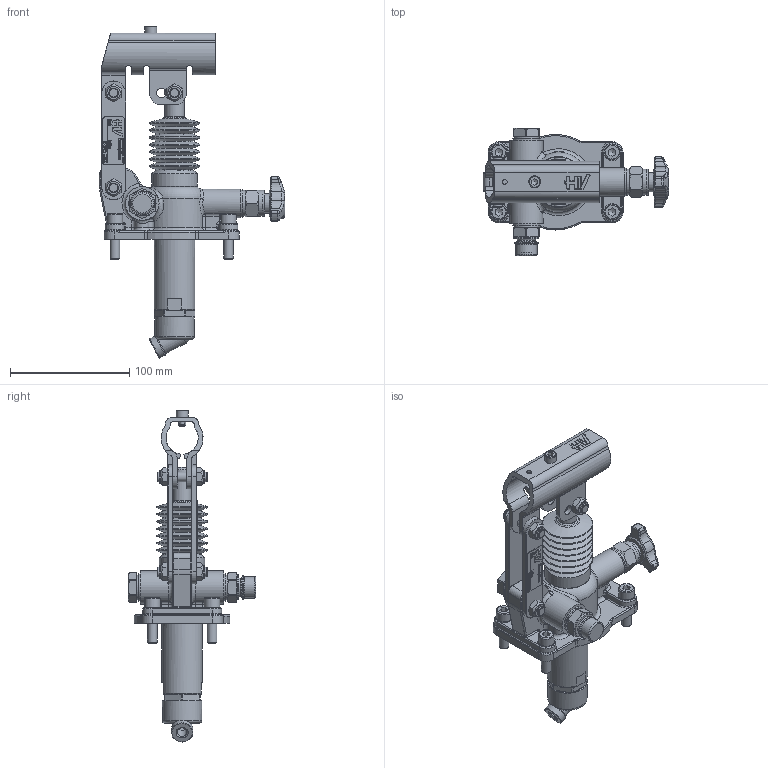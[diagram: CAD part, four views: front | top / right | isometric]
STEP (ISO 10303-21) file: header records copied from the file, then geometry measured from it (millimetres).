
FILE_DESCRIPTION((''),'2;1');
FILE_NAME('PM 25 s (HV) STEP.stp','2014-08-04T13:37:56',('Christian'),(''),'Autodesk Inventor 2013','Autodesk Inventor 2013','');
FILE_SCHEMA(('AUTOMOTIVE_DESIGN { 1 0 10303 214 1 1 1 1 }'));
Length unit declared in the file: millimetre
Products named in the file (1): 6051.0116.00.50 Derivazione 2
Bounding box: 155.22 x 106.5 x 277.85 mm (x, y, z)
Volume: 267031.7 mm3; surface area: 140719.8 mm2
Topology: 12 solids, 15 shells, 1540 faces, 3807 edges, 2383 vertices
Faces by surface type: plane 699, cylinder 350, bspline 202, torus 147, cone 121, sphere 21
Full cylindrical faces by diameter (mm): 4 x2, 5 x1, 6 x1, 8 x26, 8.5 x4, 9 x1, 10 x3, 11.05 x6, 12 x4, 13 x4, 14 x4, 16 x3, 16.6 x1, 17 x2, 18 x4, 20 x1, 21 x4, 21.8 x2, 22 x1, 23 x3, 24 x1, 25 x1, 28 x1, 29 x2, 33 x1, 34 x1, 38.004 x1, 40 x1
Entity records: 47875 total; most frequent: CARTESIAN_POINT 12214, ORIENTED_EDGE 7040, DIRECTION 6618, EDGE_CURVE 3520, AXIS2_PLACEMENT_3D 2387, VERTEX_POINT 2318, EDGE_LOOP 1898, VECTOR 1844
